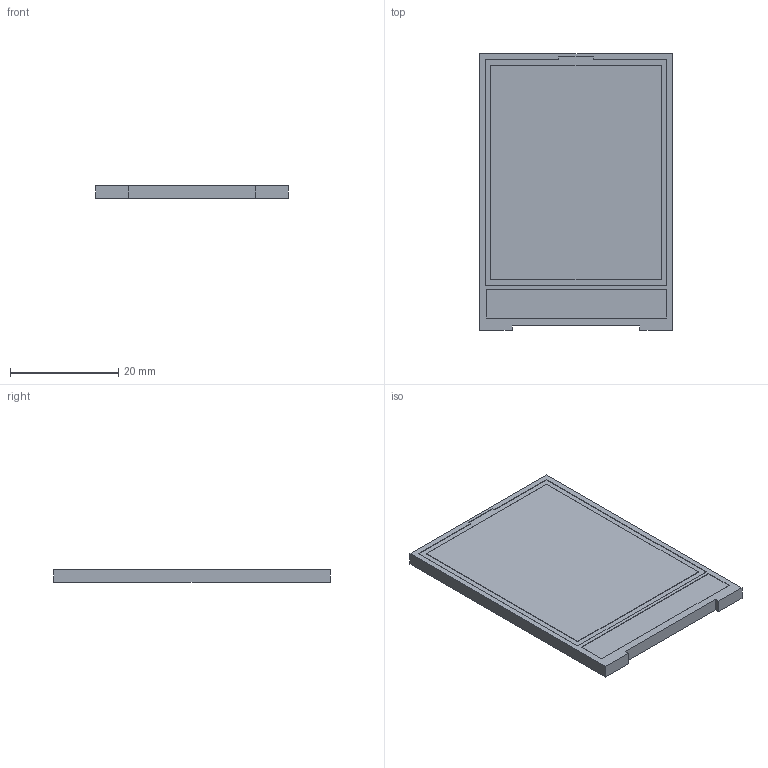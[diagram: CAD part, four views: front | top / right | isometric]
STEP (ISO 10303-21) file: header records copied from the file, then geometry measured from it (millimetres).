
FILE_DESCRIPTION (( 'STEP AP214' ), '1' );
FILE_NAME ('displat320x240.STEP', '2020-08-15T00:23:39', ( '' ), ( '' ), 'SwSTEP 2.0', 'SolidWorks 2019', '' );
FILE_SCHEMA (( 'AUTOMOTIVE_DESIGN' ));
Length unit declared in the file: millimetre
Products named in the file (1): displat320x240
Bounding box: 35.7 x 51.2 x 2.4 mm (x, y, z)
Volume: 4307.4 mm3; surface area: 4075.6 mm2
Topology: 1 solids, 1 shells, 29 faces, 72 edges, 48 vertices
Faces by surface type: plane 29
Entity records: 1034 total; most frequent: CARTESIAN_POINT 150, ORIENTED_EDGE 144, DIRECTION 132, VECTOR 72, EDGE_CURVE 72, LINE 72, VERTEX_POINT 48, EDGE_LOOP 32
